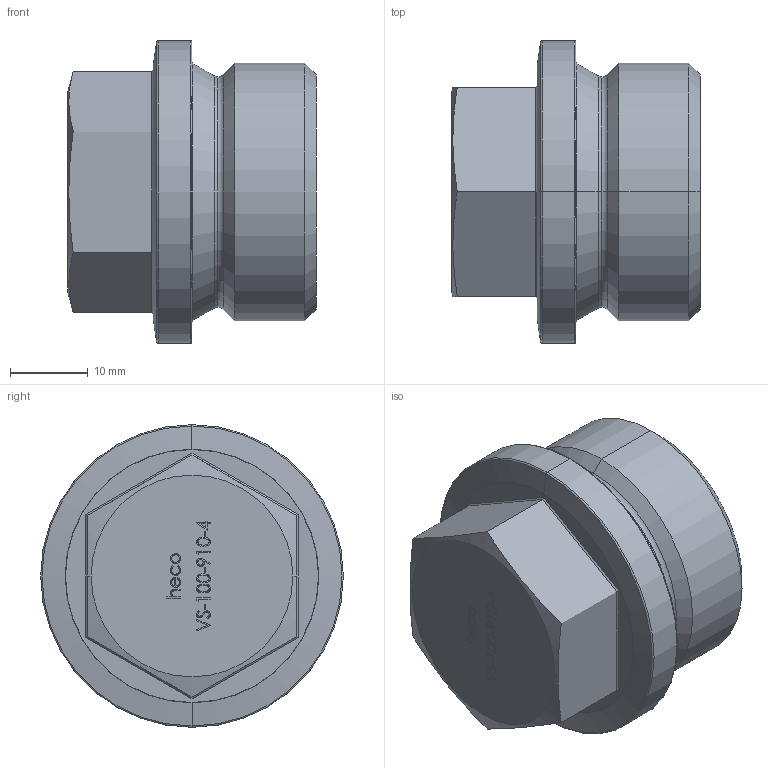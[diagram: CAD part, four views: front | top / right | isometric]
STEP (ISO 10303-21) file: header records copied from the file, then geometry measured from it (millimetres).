
FILE_DESCRIPTION (( 'STEP AP214' ), '1' );
FILE_NAME ('VS-100-910-4 Verschluss-Schraube.STEP', '2018-06-18T13:48:57', ( '' ), ( '' ), 'SwSTEP 2.0', 'SolidWorks 2016', '' );
FILE_SCHEMA (( 'AUTOMOTIVE_DESIGN' ));
Length unit declared in the file: millimetre
Products named in the file (1): VS-100-910-4 Verschluss-Schraube
Bounding box: 32 x 39 x 39 mm (x, y, z)
Volume: 26047 mm3; surface area: 5582.6 mm2
Topology: 1 solids, 1 shells, 271 faces, 690 edges, 448 vertices
Faces by surface type: plane 124, bspline 121, torus 12, cone 10, cylinder 4
Entity records: 16608 total; most frequent: CARTESIAN_POINT 9057, ORIENTED_EDGE 1380, DIRECTION 778, EDGE_CURVE 690, VERTEX_POINT 448, LINE 392, VECTOR 392, EDGE_LOOP 298
